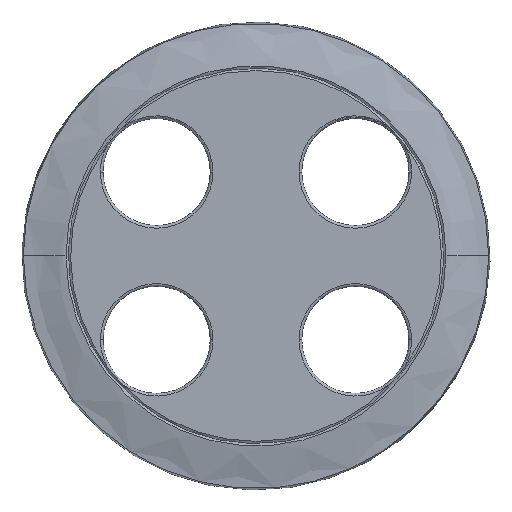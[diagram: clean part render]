
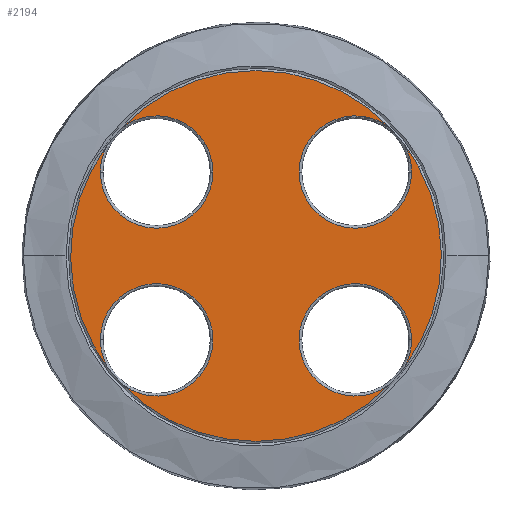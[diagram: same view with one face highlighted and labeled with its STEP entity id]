
A CAD part, top view. The second image highlights one B-rep face of the part: STEP entity #2194.
In plain terms, the highlighted planar face has unit normal (0, 0, 1).
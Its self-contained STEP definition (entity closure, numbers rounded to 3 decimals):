
#1847=AXIS2_PLACEMENT_3D('Circle Axis2P3D',#1845,#1846,$) ;
#1864=AXIS2_PLACEMENT_3D('Circle Axis2P3D',#1862,#1863,$) ;
#1881=AXIS2_PLACEMENT_3D('Circle Axis2P3D',#1879,#1880,$) ;
#1902=AXIS2_PLACEMENT_3D('Circle Axis2P3D',#1900,#1901,$) ;
#1919=AXIS2_PLACEMENT_3D('Circle Axis2P3D',#1917,#1918,$) ;
#1936=AXIS2_PLACEMENT_3D('Circle Axis2P3D',#1934,#1935,$) ;
#2096=AXIS2_PLACEMENT_3D('Plane Axis2P3D',#2093,#2094,#2095) ;
#2100=AXIS2_PLACEMENT_3D('Circle Axis2P3D',#2098,#2099,$) ;
#2107=AXIS2_PLACEMENT_3D('Circle Axis2P3D',#2105,#2106,$) ;
#2114=AXIS2_PLACEMENT_3D('Circle Axis2P3D',#2112,#2113,$) ;
#2119=AXIS2_PLACEMENT_3D('Circle Axis2P3D',#2117,#2118,$) ;
#2126=AXIS2_PLACEMENT_3D('Circle Axis2P3D',#2124,#2125,$) ;
#2133=AXIS2_PLACEMENT_3D('Circle Axis2P3D',#2131,#2132,$) ;
#2138=AXIS2_PLACEMENT_3D('Circle Axis2P3D',#2136,#2137,$) ;
#2145=AXIS2_PLACEMENT_3D('Circle Axis2P3D',#2143,#2144,$) ;
#2152=AXIS2_PLACEMENT_3D('Circle Axis2P3D',#2150,#2151,$) ;
#2157=AXIS2_PLACEMENT_3D('Circle Axis2P3D',#2155,#2156,$) ;
#2164=AXIS2_PLACEMENT_3D('Circle Axis2P3D',#2162,#2163,$) ;
#2171=AXIS2_PLACEMENT_3D('Circle Axis2P3D',#2169,#2170,$) ;
#1828=CARTESIAN_POINT('Vertex',(18.421,10.063,9.5)) ;
#1842=CARTESIAN_POINT('Vertex',(-18.421,-10.063,9.5)) ;
#1845=CARTESIAN_POINT('Axis2P3D Location',(0.,0.,9.5)) ;
#1849=CARTESIAN_POINT('Vertex',(-16.873,12.486,9.5)) ;
#1859=CARTESIAN_POINT('Vertex',(-15.136,14.543,9.5)) ;
#1862=CARTESIAN_POINT('Axis2P3D Location',(0.,0.,9.5)) ;
#1866=CARTESIAN_POINT('Vertex',(15.136,14.543,9.5)) ;
#1876=CARTESIAN_POINT('Vertex',(16.873,12.486,9.5)) ;
#1879=CARTESIAN_POINT('Axis2P3D Location',(0.,0.,9.5)) ;
#1900=CARTESIAN_POINT('Axis2P3D Location',(0.,0.,9.5)) ;
#1904=CARTESIAN_POINT('Vertex',(16.873,-12.486,9.5)) ;
#1914=CARTESIAN_POINT('Vertex',(15.136,-14.543,9.5)) ;
#1917=CARTESIAN_POINT('Axis2P3D Location',(0.,0.,9.5)) ;
#1921=CARTESIAN_POINT('Vertex',(-15.136,-14.543,9.5)) ;
#1931=CARTESIAN_POINT('Vertex',(-16.873,-12.486,9.5)) ;
#1934=CARTESIAN_POINT('Axis2P3D Location',(0.,0.,9.5)) ;
#2093=CARTESIAN_POINT('Axis2P3D Location',(0.,0.,9.5)) ;
#2098=CARTESIAN_POINT('Axis2P3D Location',(-11.25,9.5,9.5)) ;
#2102=CARTESIAN_POINT('Vertex',(-4.884,9.5,9.5)) ;
#2105=CARTESIAN_POINT('Axis2P3D Location',(-11.25,9.5,9.5)) ;
#2109=CARTESIAN_POINT('Vertex',(-17.616,9.5,9.5)) ;
#2112=CARTESIAN_POINT('Axis2P3D Location',(-11.25,9.5,9.5)) ;
#2117=CARTESIAN_POINT('Axis2P3D Location',(-11.25,-9.5,9.5)) ;
#2121=CARTESIAN_POINT('Vertex',(-17.616,-9.5,9.5)) ;
#2124=CARTESIAN_POINT('Axis2P3D Location',(-11.25,-9.5,9.5)) ;
#2128=CARTESIAN_POINT('Vertex',(-4.884,-9.5,9.5)) ;
#2131=CARTESIAN_POINT('Axis2P3D Location',(-11.25,-9.5,9.5)) ;
#2136=CARTESIAN_POINT('Axis2P3D Location',(11.25,-9.5,9.5)) ;
#2140=CARTESIAN_POINT('Vertex',(4.884,-9.5,9.5)) ;
#2143=CARTESIAN_POINT('Axis2P3D Location',(11.25,-9.5,9.5)) ;
#2147=CARTESIAN_POINT('Vertex',(17.616,-9.5,9.5)) ;
#2150=CARTESIAN_POINT('Axis2P3D Location',(11.25,-9.5,9.5)) ;
#2155=CARTESIAN_POINT('Axis2P3D Location',(11.25,9.5,9.5)) ;
#2159=CARTESIAN_POINT('Vertex',(17.616,9.5,9.5)) ;
#2162=CARTESIAN_POINT('Axis2P3D Location',(11.25,9.5,9.5)) ;
#2166=CARTESIAN_POINT('Vertex',(4.884,9.5,9.5)) ;
#2169=CARTESIAN_POINT('Axis2P3D Location',(11.25,9.5,9.5)) ;
#1846=DIRECTION('Axis2P3D Direction',(0.,0.,-1.)) ;
#1863=DIRECTION('Axis2P3D Direction',(0.,0.,-1.)) ;
#1880=DIRECTION('Axis2P3D Direction',(0.,0.,-1.)) ;
#1901=DIRECTION('Axis2P3D Direction',(0.,0.,-1.)) ;
#1918=DIRECTION('Axis2P3D Direction',(0.,0.,-1.)) ;
#1935=DIRECTION('Axis2P3D Direction',(0.,0.,-1.)) ;
#2094=DIRECTION('Axis2P3D Direction',(0.,0.,-1.)) ;
#2095=DIRECTION('Axis2P3D XDirection',(0.,1.,0.)) ;
#2099=DIRECTION('Axis2P3D Direction',(0.,0.,-1.)) ;
#2106=DIRECTION('Axis2P3D Direction',(0.,0.,-1.)) ;
#2113=DIRECTION('Axis2P3D Direction',(0.,0.,-1.)) ;
#2118=DIRECTION('Axis2P3D Direction',(0.,0.,-1.)) ;
#2125=DIRECTION('Axis2P3D Direction',(0.,0.,-1.)) ;
#2132=DIRECTION('Axis2P3D Direction',(0.,0.,-1.)) ;
#2137=DIRECTION('Axis2P3D Direction',(0.,0.,-1.)) ;
#2144=DIRECTION('Axis2P3D Direction',(0.,0.,-1.)) ;
#2151=DIRECTION('Axis2P3D Direction',(0.,0.,-1.)) ;
#2156=DIRECTION('Axis2P3D Direction',(0.,0.,-1.)) ;
#2163=DIRECTION('Axis2P3D Direction',(0.,0.,-1.)) ;
#2170=DIRECTION('Axis2P3D Direction',(0.,0.,-1.)) ;
#2175=ORIENTED_EDGE('',*,*,#2104,.T.) ;
#2176=ORIENTED_EDGE('',*,*,#2111,.T.) ;
#2177=ORIENTED_EDGE('',*,*,#2116,.T.) ;
#2178=ORIENTED_EDGE('',*,*,#1851,.F.) ;
#2179=ORIENTED_EDGE('',*,*,#1938,.F.) ;
#2180=ORIENTED_EDGE('',*,*,#2123,.T.) ;
#2181=ORIENTED_EDGE('',*,*,#2130,.T.) ;
#2182=ORIENTED_EDGE('',*,*,#2135,.T.) ;
#2183=ORIENTED_EDGE('',*,*,#1923,.F.) ;
#2184=ORIENTED_EDGE('',*,*,#2142,.T.) ;
#2185=ORIENTED_EDGE('',*,*,#2149,.T.) ;
#2186=ORIENTED_EDGE('',*,*,#2154,.T.) ;
#2187=ORIENTED_EDGE('',*,*,#1906,.F.) ;
#2188=ORIENTED_EDGE('',*,*,#1883,.F.) ;
#2189=ORIENTED_EDGE('',*,*,#2161,.T.) ;
#2190=ORIENTED_EDGE('',*,*,#2168,.T.) ;
#2191=ORIENTED_EDGE('',*,*,#2173,.T.) ;
#2192=ORIENTED_EDGE('',*,*,#1868,.F.) ;
#2194=ADVANCED_FACE('ED02513_A.1\\Corps principal Enjo JACK 3,5',(#2193),#2097,.F.) ;
#1848=CIRCLE('generated circle',#1847,20.99) ;
#1865=CIRCLE('generated circle',#1864,20.99) ;
#1882=CIRCLE('generated circle',#1881,20.99) ;
#1903=CIRCLE('generated circle',#1902,20.99) ;
#1920=CIRCLE('generated circle',#1919,20.99) ;
#1937=CIRCLE('generated circle',#1936,20.99) ;
#2101=CIRCLE('generated circle',#2100,6.366) ;
#2108=CIRCLE('generated circle',#2107,6.366) ;
#2115=CIRCLE('generated circle',#2114,6.366) ;
#2120=CIRCLE('generated circle',#2119,6.366) ;
#2127=CIRCLE('generated circle',#2126,6.366) ;
#2134=CIRCLE('generated circle',#2133,6.366) ;
#2139=CIRCLE('generated circle',#2138,6.366) ;
#2146=CIRCLE('generated circle',#2145,6.366) ;
#2153=CIRCLE('generated circle',#2152,6.366) ;
#2158=CIRCLE('generated circle',#2157,6.366) ;
#2165=CIRCLE('generated circle',#2164,6.366) ;
#2172=CIRCLE('generated circle',#2171,6.366) ;
#1851=EDGE_CURVE('',#1843,#1850,#1848,.T.) ;
#1868=EDGE_CURVE('',#1860,#1867,#1865,.T.) ;
#1883=EDGE_CURVE('',#1877,#1829,#1882,.T.) ;
#1906=EDGE_CURVE('',#1829,#1905,#1903,.T.) ;
#1923=EDGE_CURVE('',#1915,#1922,#1920,.T.) ;
#1938=EDGE_CURVE('',#1932,#1843,#1937,.T.) ;
#2104=EDGE_CURVE('',#1860,#2103,#2101,.T.) ;
#2111=EDGE_CURVE('',#2103,#2110,#2108,.T.) ;
#2116=EDGE_CURVE('',#2110,#1850,#2115,.T.) ;
#2123=EDGE_CURVE('',#1932,#2122,#2120,.T.) ;
#2130=EDGE_CURVE('',#2122,#2129,#2127,.T.) ;
#2135=EDGE_CURVE('',#2129,#1922,#2134,.T.) ;
#2142=EDGE_CURVE('',#1915,#2141,#2139,.T.) ;
#2149=EDGE_CURVE('',#2141,#2148,#2146,.T.) ;
#2154=EDGE_CURVE('',#2148,#1905,#2153,.T.) ;
#2161=EDGE_CURVE('',#1877,#2160,#2158,.T.) ;
#2168=EDGE_CURVE('',#2160,#2167,#2165,.T.) ;
#2173=EDGE_CURVE('',#2167,#1867,#2172,.T.) ;
#2174=EDGE_LOOP('',(#2175,#2176,#2177,#2178,#2179,#2180,#2181,#2182,#2183,#2184,#2185,#2186,#2187,#2188,#2189,#2190,#2191,#2192)) ;
#2193=FACE_OUTER_BOUND('',#2174,.T.) ;
#2097=PLANE('',#2096) ;
#1829=VERTEX_POINT('',#1828) ;
#1843=VERTEX_POINT('',#1842) ;
#1850=VERTEX_POINT('',#1849) ;
#1860=VERTEX_POINT('',#1859) ;
#1867=VERTEX_POINT('',#1866) ;
#1877=VERTEX_POINT('',#1876) ;
#1905=VERTEX_POINT('',#1904) ;
#1915=VERTEX_POINT('',#1914) ;
#1922=VERTEX_POINT('',#1921) ;
#1932=VERTEX_POINT('',#1931) ;
#2103=VERTEX_POINT('',#2102) ;
#2110=VERTEX_POINT('',#2109) ;
#2122=VERTEX_POINT('',#2121) ;
#2129=VERTEX_POINT('',#2128) ;
#2141=VERTEX_POINT('',#2140) ;
#2148=VERTEX_POINT('',#2147) ;
#2160=VERTEX_POINT('',#2159) ;
#2167=VERTEX_POINT('',#2166) ;
